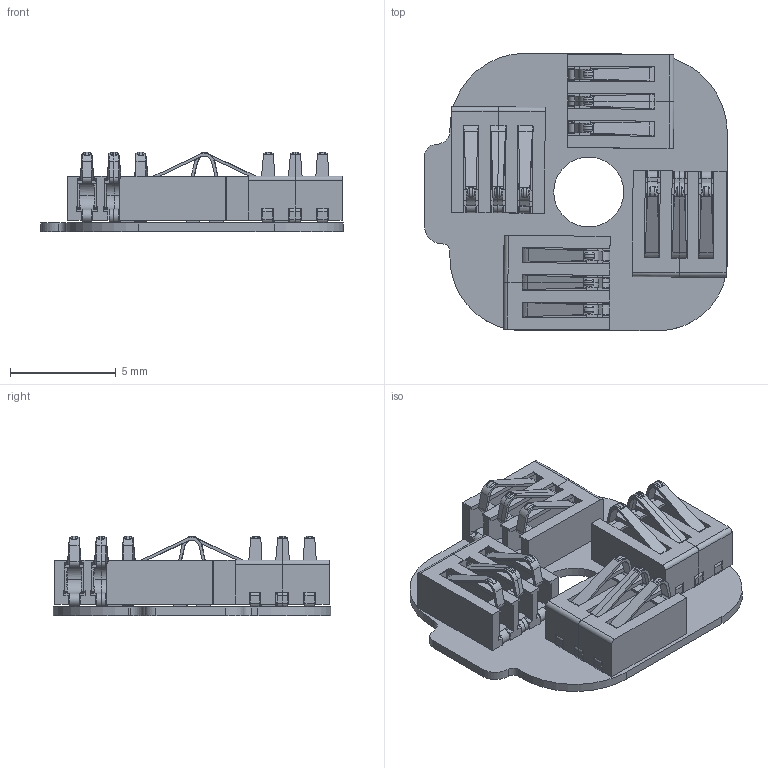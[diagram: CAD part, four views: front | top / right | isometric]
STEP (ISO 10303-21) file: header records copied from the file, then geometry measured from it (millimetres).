
FILE_DESCRIPTION(('Open CASCADE Model'),'2;1');
FILE_NAME('Open CASCADE Shape Model','2021-01-07T18:06:41',('Author'),( 'Open CASCADE'),'Open CASCADE STEP processor 6.8','Open CASCADE 6.8' ,'Unknown');
FILE_SCHEMA(('AUTOMOTIVE_DESIGN { 1 0 10303 214 1 1 1 1 }'));
Products named in the file (1): PCB
Bounding box: 14.3 x 13.1 x 3.74 mm (x, y, z)
Volume: 174.2 mm3; surface area: 1208.5 mm2
Topology: 25 solids, 25 shells, 1563 faces, 4491 edges, 2970 vertices
Faces by surface type: plane 1130, cylinder 409, torus 24
Full cylindrical faces by diameter (mm): 3.3 x1
Entity records: 52629 total; most frequent: CARTESIAN_POINT 12913, ORIENTED_EDGE 8982, DIRECTION 7277, EDGE_CURVE 4491, LINE 3297, VECTOR 3297, VERTEX_POINT 2970, AXIS2_PLACEMENT_3D 1990
